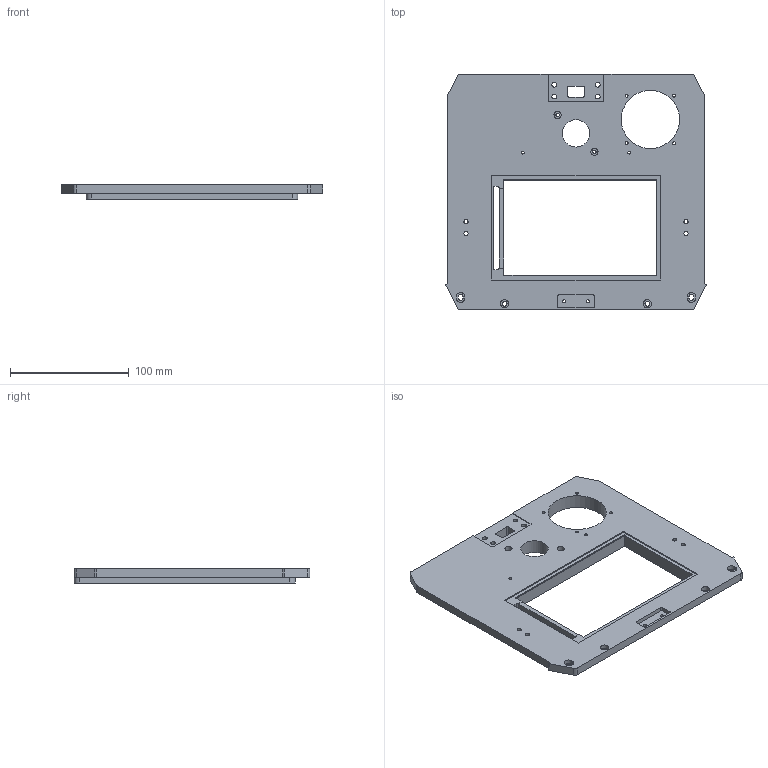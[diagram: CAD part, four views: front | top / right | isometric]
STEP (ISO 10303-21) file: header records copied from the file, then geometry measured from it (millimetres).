
FILE_DESCRIPTION(/* description */ (''),/* implementation_level */ '2;1');
FILE_NAME(/* name */ 'Photon Screen plate for 6in mono.step',/* time_stamp */ '2021-12-28T21:26:02-08:00',/* author */ (''),/* organization */ (''),/* preprocessor_version */ 'ST-DEVELOPER v18.1',/* originating_system */ 'Autodesk Translation Framework v10.10.0.1391',/* authorisation */ '');
FILE_SCHEMA (('AUTOMOTIVE_DESIGN { 1 0 10303 214 3 1 1 }'));
Length unit declared in the file: millimetre
Products named in the file (1): Photon Base Plate for 6" Mono
Bounding box: 219.5 x 198 x 12 mm (x, y, z)
Volume: 297736.1 mm3; surface area: 80665.7 mm2
Topology: 2 solids, 2 shells, 160 faces, 412 edges, 273 vertices
Faces by surface type: plane 81, cylinder 71, cone 8
Full cylindrical faces by diameter (mm): 1.6 x2, 2.5 x16, 2.8 x2, 3.5 x4, 4 x6, 6 x2, 7 x2, 23 x1, 49 x1
Entity records: 5047 total; most frequent: DIRECTION 878, CARTESIAN_POINT 858, ORIENTED_EDGE 824, EDGE_CURVE 412, AXIS2_PLACEMENT_3D 311, VERTEX_POINT 273, LINE 256, VECTOR 256
